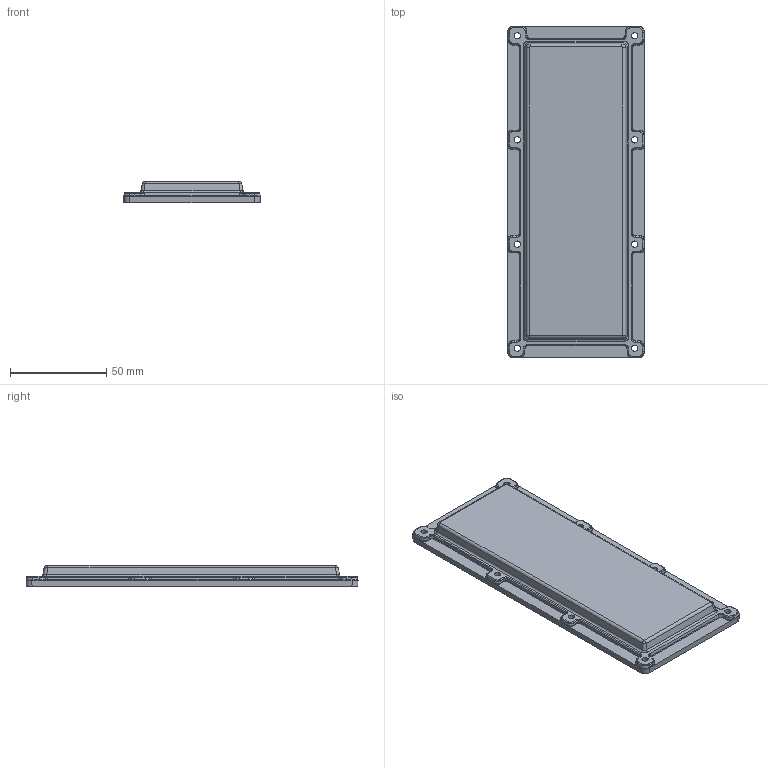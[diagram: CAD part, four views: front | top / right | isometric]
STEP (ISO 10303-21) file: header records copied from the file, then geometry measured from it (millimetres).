
FILE_DESCRIPTION((''),'2;1');
FILE_NAME('MIRR-173','2024-11-09T',('86134'),(''),'PRO/ENGINEER BY PARAMETRIC TECHNOLOGY CORPORATION, 2015070','PRO/ENGINEER BY PARAMETRIC TECHNOLOGY CORPORATION, 2015070','');
FILE_SCHEMA(('CONFIG_CONTROL_DESIGN'));
Length unit declared in the file: millimetre
Products named in the file (1): MIRR-173
Bounding box: 71.2 x 172.72 x 10.98 mm (x, y, z)
Volume: 43778.7 mm3; surface area: 33380.5 mm2
Topology: 1 solids, 1 shells, 349 faces, 823 edges, 480 vertices
Faces by surface type: cylinder 135, bspline 106, plane 78, cone 16, torus 12, sphere 2
Entity records: 14143 total; most frequent: CARTESIAN_POINT 7124, ORIENTED_EDGE 1646, DIRECTION 1141, EDGE_CURVE 823, VERTEX_POINT 480, AXIS2_PLACEMENT_3D 411, EDGE_LOOP 369, FACE_OUTER_BOUND 349
